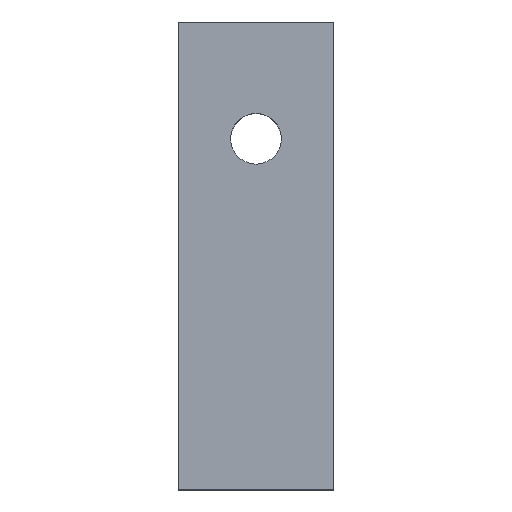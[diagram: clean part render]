
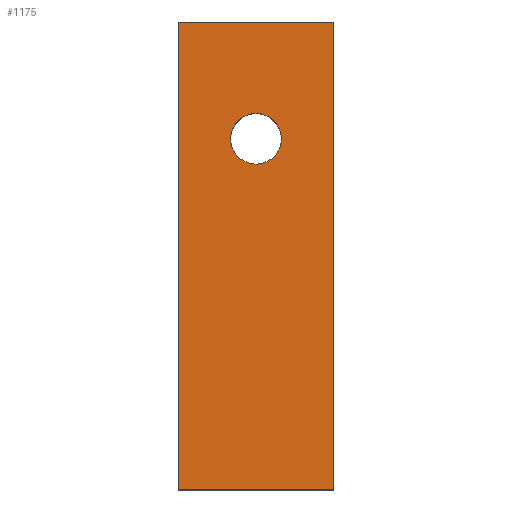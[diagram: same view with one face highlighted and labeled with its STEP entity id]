
A CAD part, top view. The second image highlights one B-rep face of the part: STEP entity #1175.
In plain terms, the highlighted planar face has unit normal (0, 0, 1).
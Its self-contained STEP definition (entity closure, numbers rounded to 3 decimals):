
#45 = PLANE ( 'NONE',  #775 ) ;
#46 = CARTESIAN_POINT ( 'NONE',  ( 20., 0., 0. ) ) ;
#47 = DIRECTION ( 'NONE',  ( 0., 0., -1. ) ) ;
#48 = DIRECTION ( 'NONE',  ( -1., 0., 0. ) ) ;
#142 = FACE_BOUND ( 'NONE', #588, .T. ) ;
#143 = FACE_OUTER_BOUND ( 'NONE', #614, .T. ) ;
#352 = CARTESIAN_POINT ( 'NONE',  ( 10., 60., 0. ) ) ;
#353 = DIRECTION ( 'NONE',  ( 1., 0., 0. ) ) ;
#358 = CARTESIAN_POINT ( 'NONE',  ( 10., 0., 0. ) ) ;
#359 = DIRECTION ( 'NONE',  ( -1., 0., 0. ) ) ;
#374 = CARTESIAN_POINT ( 'NONE',  ( 20., 30., 0. ) ) ;
#375 = DIRECTION ( 'NONE',  ( 0., -1., 0. ) ) ;
#382 = CARTESIAN_POINT ( 'NONE',  ( 0., 30., 0. ) ) ;
#383 = DIRECTION ( 'NONE',  ( 0., 1., 0. ) ) ;
#402 = CARTESIAN_POINT ( 'NONE',  ( 10., 45., 0. ) ) ;
#403 = DIRECTION ( 'NONE',  ( 0., 0., 1. ) ) ;
#404 = DIRECTION ( 'NONE',  ( -1., 0., 0. ) ) ;
#420 = CARTESIAN_POINT ( 'NONE',  ( 6.75, 45., 0. ) ) ;
#443 = CARTESIAN_POINT ( 'NONE',  ( 0., 60., 0. ) ) ;
#466 = CARTESIAN_POINT ( 'NONE',  ( 13.25, 45., 0. ) ) ;
#470 = CARTESIAN_POINT ( 'NONE',  ( 20., 60., 0. ) ) ;
#480 = CARTESIAN_POINT ( 'NONE',  ( 0., 0., 0. ) ) ;
#483 = CARTESIAN_POINT ( 'NONE',  ( 20., 0., 0. ) ) ;
#520 = CARTESIAN_POINT ( 'NONE',  ( 10., 45., 0. ) ) ;
#521 = DIRECTION ( 'NONE',  ( 0., 0., 1. ) ) ;
#522 = DIRECTION ( 'NONE',  ( -1., 0., 0. ) ) ;
#588 = EDGE_LOOP ( 'NONE', ( #673, #672 ) ) ;
#614 = EDGE_LOOP ( 'NONE', ( #671, #670, #669, #668 ) ) ;
#668 = ORIENTED_EDGE ( 'NONE', *, *, #843, .F. ) ;
#669 = ORIENTED_EDGE ( 'NONE', *, *, #828, .F. ) ;
#670 = ORIENTED_EDGE ( 'NONE', *, *, #839, .F. ) ;
#671 = ORIENTED_EDGE ( 'NONE', *, *, #831, .F. ) ;
#672 = ORIENTED_EDGE ( 'NONE', *, *, #853, .F. ) ;
#673 = ORIENTED_EDGE ( 'NONE', *, *, #1008, .F. ) ;
#757 = AXIS2_PLACEMENT_3D ( 'NONE', #402, #403, #404 ) ;
#765 = AXIS2_PLACEMENT_3D ( 'NONE', #520, #521, #522 ) ;
#775 = AXIS2_PLACEMENT_3D ( 'NONE', #46, #47, #48 ) ;
#828 = EDGE_CURVE ( 'NONE', #946, #973, #1137, .T. ) ;
#831 = EDGE_CURVE ( 'NONE', #986, #983, #1122, .T. ) ;
#839 = EDGE_CURVE ( 'NONE', #973, #986, #1028, .T. ) ;
#843 = EDGE_CURVE ( 'NONE', #983, #946, #1107, .T. ) ;
#853 = EDGE_CURVE ( 'NONE', #969, #880, #1078, .T. ) ;
#880 = VERTEX_POINT ( 'NONE', #420 ) ;
#946 = VERTEX_POINT ( 'NONE', #443 ) ;
#969 = VERTEX_POINT ( 'NONE', #466 ) ;
#973 = VERTEX_POINT ( 'NONE', #470 ) ;
#983 = VERTEX_POINT ( 'NONE', #480 ) ;
#986 = VERTEX_POINT ( 'NONE', #483 ) ;
#1008 = EDGE_CURVE ( 'NONE', #880, #969, #1052, .T. ) ;
#1028 = LINE ( 'NONE', #374, #1115 ) ;
#1052 = CIRCLE ( 'NONE', #765, 3.25 ) ;
#1078 = CIRCLE ( 'NONE', #757, 3.25 ) ;
#1095 = VECTOR ( 'NONE', #383, 1000. ) ;
#1107 = LINE ( 'NONE', #382, #1095 ) ;
#1115 = VECTOR ( 'NONE', #375, 1000. ) ;
#1122 = LINE ( 'NONE', #358, #1129 ) ;
#1129 = VECTOR ( 'NONE', #359, 1000. ) ;
#1135 = VECTOR ( 'NONE', #353, 1000. ) ;
#1137 = LINE ( 'NONE', #352, #1135 ) ;
#1175 = ADVANCED_FACE ( 'NONE', ( #142, #143 ), #45, .F. ) ;
